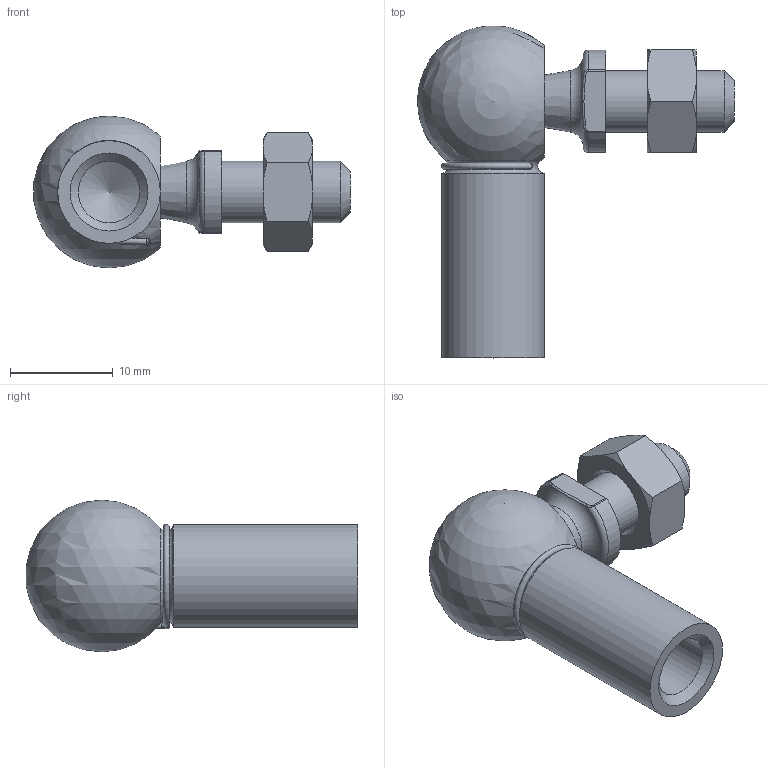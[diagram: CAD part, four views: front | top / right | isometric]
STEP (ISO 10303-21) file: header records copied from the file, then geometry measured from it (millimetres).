
FILE_DESCRIPTION (( 'STEP AP214' ), '1' );
FILE_NAME ('75.01.07.0005L.step', '2021-04-02T17:53:17', ( '' ), ( '' ), 'SwSTEP 2.0', 'SolidWorks 2021', '' );
FILE_SCHEMA (( 'AUTOMOTIVE_DESIGN' ));
Length unit declared in the file: millimetre
Products named in the file (1): 75.01.07.0005L
Bounding box: 30.84 x 32.34 x 14.8 mm (x, y, z)
Volume: 3362.5 mm3; surface area: 3079.1 mm2
Topology: 5 solids, 5 shells, 84 faces, 195 edges, 120 vertices
Faces by surface type: plane 21, cone 19, cylinder 17, bspline 14, torus 8, sphere 5
Full cylindrical faces by diameter (mm): 0.6 x2, 0.7 x2, 6 x3, 10 x1, 10.688 x2, 11.688 x1
Entity records: 2751 total; most frequent: CARTESIAN_POINT 1100, DIRECTION 304, ORIENTED_EDGE 302, EDGE_CURVE 151, AXIS2_PLACEMENT_3D 138, EDGE_LOOP 120, VERTEX_POINT 107, FACE_OUTER_BOUND 101
